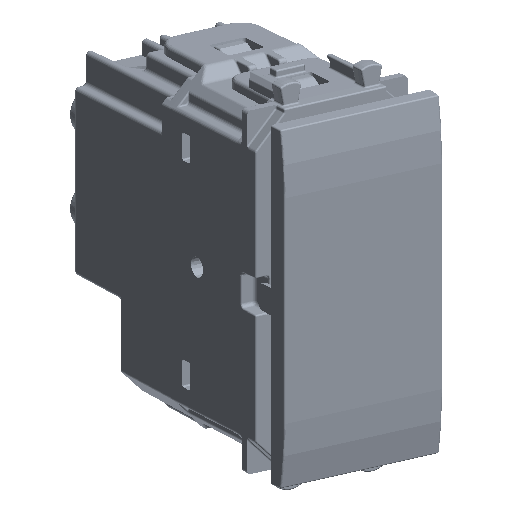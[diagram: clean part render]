
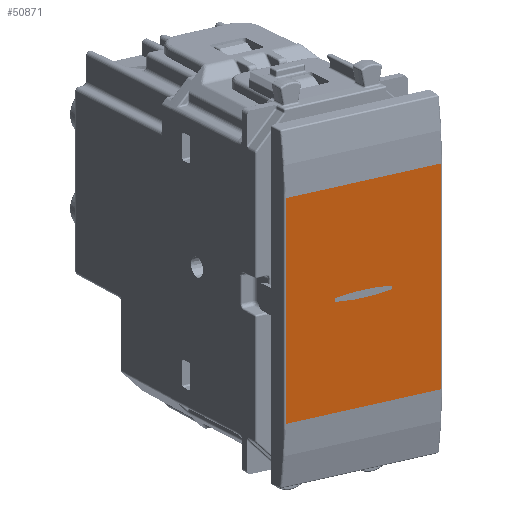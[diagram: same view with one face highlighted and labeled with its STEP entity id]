
A CAD part, top view. The second image highlights one B-rep face of the part: STEP entity #50871.
In plain terms, the highlighted face is planar.
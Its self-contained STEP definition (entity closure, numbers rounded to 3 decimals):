
#50675=CARTESIAN_POINT('Line Origine',(10.791,-11.,2.7)) ;
#50679=CARTESIAN_POINT('Vertex',(10.791,-13.933,2.7)) ;
#50681=CARTESIAN_POINT('Vertex',(10.791,13.933,2.7)) ;
#50807=CARTESIAN_POINT('Axis2P3D Location',(0.,0.,2.7)) ;
#50812=CARTESIAN_POINT('Line Origine',(-10.791,0.,2.7)) ;
#50816=CARTESIAN_POINT('Vertex',(-10.791,-13.933,2.7)) ;
#50818=CARTESIAN_POINT('Vertex',(-10.791,13.933,2.7)) ;
#50821=CARTESIAN_POINT('Line Origine',(0.,-13.933,2.7)) ;
#50826=CARTESIAN_POINT('Line Origine',(0.,13.933,2.7)) ;
#50837=CARTESIAN_POINT('Axis2P3D Location',(0.,-28.,2.7)) ;
#50841=CARTESIAN_POINT('Vertex',(-3.783,0.248,2.7)) ;
#50843=CARTESIAN_POINT('Vertex',(3.783,0.248,2.7)) ;
#50846=CARTESIAN_POINT('Axis2P3D Location',(3.75,0.,2.7)) ;
#50850=CARTESIAN_POINT('Vertex',(3.783,-0.248,2.7)) ;
#50853=CARTESIAN_POINT('Axis2P3D Location',(0.,28.,2.7)) ;
#50857=CARTESIAN_POINT('Vertex',(-3.783,-0.248,2.7)) ;
#50860=CARTESIAN_POINT('Axis2P3D Location',(-3.75,0.,2.7)) ;
#50676=DIRECTION('Vector Direction',(0.,-1.,0.)) ;
#50808=DIRECTION('Axis2P3D Direction',(-0.,0.,1.)) ;
#50809=DIRECTION('Axis2P3D XDirection',(0.,-1.,0.)) ;
#50813=DIRECTION('Vector Direction',(0.,-1.,0.)) ;
#50822=DIRECTION('Vector Direction',(1.,0.,0.)) ;
#50827=DIRECTION('Vector Direction',(1.,0.,0.)) ;
#50838=DIRECTION('Axis2P3D Direction',(-0.,0.,1.)) ;
#50847=DIRECTION('Axis2P3D Direction',(-0.,0.,1.)) ;
#50854=DIRECTION('Axis2P3D Direction',(-0.,0.,1.)) ;
#50861=DIRECTION('Axis2P3D Direction',(-0.,0.,1.)) ;
#50810=AXIS2_PLACEMENT_3D('Plane Axis2P3D',#50807,#50808,#50809) ;
#50839=AXIS2_PLACEMENT_3D('Circle Axis2P3D',#50837,#50838,$) ;
#50848=AXIS2_PLACEMENT_3D('Circle Axis2P3D',#50846,#50847,$) ;
#50855=AXIS2_PLACEMENT_3D('Circle Axis2P3D',#50853,#50854,$) ;
#50862=AXIS2_PLACEMENT_3D('Circle Axis2P3D',#50860,#50861,$) ;
#50832=ORIENTED_EDGE('',*,*,#50820,.F.) ;
#50833=ORIENTED_EDGE('',*,*,#50825,.T.) ;
#50834=ORIENTED_EDGE('',*,*,#50683,.T.) ;
#50835=ORIENTED_EDGE('',*,*,#50830,.F.) ;
#50866=ORIENTED_EDGE('',*,*,#50845,.T.) ;
#50867=ORIENTED_EDGE('',*,*,#50852,.T.) ;
#50868=ORIENTED_EDGE('',*,*,#50859,.T.) ;
#50869=ORIENTED_EDGE('',*,*,#50864,.T.) ;
#50870=FACE_BOUND('',#50865,.T.) ;
#50677=VECTOR('Line Direction',#50676,1.) ;
#50814=VECTOR('Line Direction',#50813,1.) ;
#50823=VECTOR('Line Direction',#50822,1.) ;
#50828=VECTOR('Line Direction',#50827,1.) ;
#50871=ADVANCED_FACE('PartBody',(#50836,#50870),#50811,.T.) ;
#50840=CIRCLE('generated circle',#50839,28.5) ;
#50849=CIRCLE('generated circle',#50848,0.25) ;
#50856=CIRCLE('generated circle',#50855,28.5) ;
#50863=CIRCLE('generated circle',#50862,0.25) ;
#50683=EDGE_CURVE('',#50680,#50682,#50678,.F.) ;
#50820=EDGE_CURVE('',#50817,#50819,#50815,.F.) ;
#50825=EDGE_CURVE('',#50817,#50680,#50824,.T.) ;
#50830=EDGE_CURVE('',#50819,#50682,#50829,.T.) ;
#50845=EDGE_CURVE('',#50842,#50844,#50840,.F.) ;
#50852=EDGE_CURVE('',#50844,#50851,#50849,.F.) ;
#50859=EDGE_CURVE('',#50851,#50858,#50856,.F.) ;
#50864=EDGE_CURVE('',#50858,#50842,#50863,.F.) ;
#50831=EDGE_LOOP('',(#50832,#50833,#50834,#50835)) ;
#50865=EDGE_LOOP('',(#50866,#50867,#50868,#50869)) ;
#50836=FACE_OUTER_BOUND('',#50831,.T.) ;
#50678=LINE('Line',#50675,#50677) ;
#50815=LINE('Line',#50812,#50814) ;
#50824=LINE('Line',#50821,#50823) ;
#50829=LINE('Line',#50826,#50828) ;
#50811=PLANE('',#50810) ;
#50680=VERTEX_POINT('',#50679) ;
#50682=VERTEX_POINT('',#50681) ;
#50817=VERTEX_POINT('',#50816) ;
#50819=VERTEX_POINT('',#50818) ;
#50842=VERTEX_POINT('',#50841) ;
#50844=VERTEX_POINT('',#50843) ;
#50851=VERTEX_POINT('',#50850) ;
#50858=VERTEX_POINT('',#50857) ;
